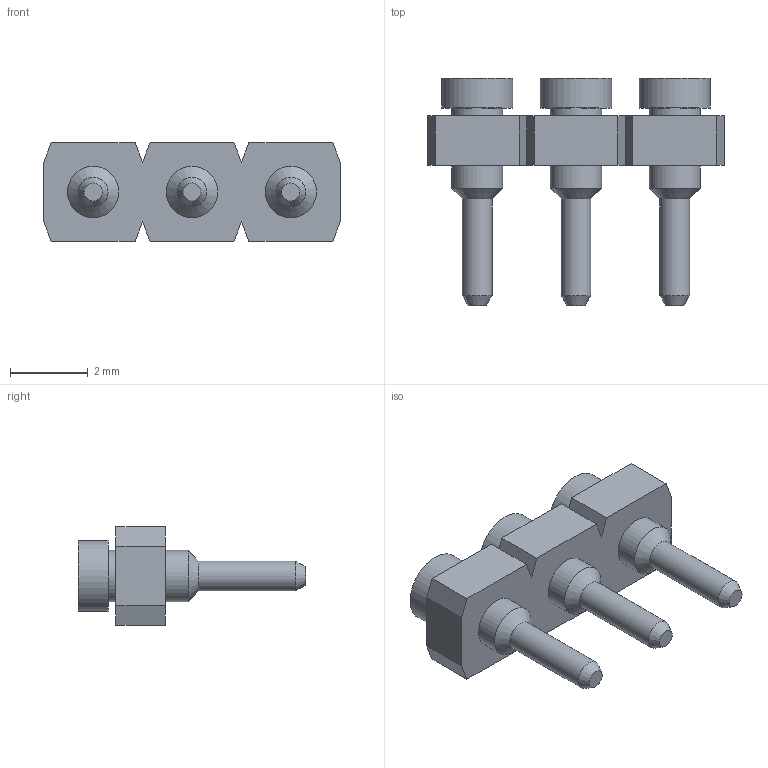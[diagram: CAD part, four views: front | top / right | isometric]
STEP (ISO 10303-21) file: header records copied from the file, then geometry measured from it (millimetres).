
FILE_DESCRIPTION( ( 'STEP AP214' ), '1' );
FILE_NAME( 'SL-103-G-10.stp', '2019-02-19T11:01:16', ( '' ), ( '' ), ' ', 'PARTsolutions', ' ' );
FILE_SCHEMA( ( 'AUTOMOTIVE_DESIGN { 1 0 10303 214 1 1 1 1 }' ) );
Length unit declared in the file: inch
Products named in the file (3): SL-103-G-10; _SL-103_socket; _SC-3P1_pins
Assembly tree (4 placements, depth 2):
  SL-103-G-10
    _SL-103_socket
    _SC-3P1_pins  x3
Bounding box: 7.62 x 5.84 x 2.54 mm (x, y, z)
Volume: 31.2 mm3; surface area: 180.9 mm2
Topology: 4 solids, 4 shells, 76 faces, 159 edges, 100 vertices
Faces by surface type: plane 37, cylinder 21, cone 18
Full cylindrical faces by diameter (mm): 0.533 x3, 0.762 x3, 0.864 x3, 1.321 x9, 1.829 x3
Entity records: 1526 total; most frequent: DIRECTION 198, CARTESIAN_POINT 192, ORIENTED_EDGE 164, EDGE_CURVE 82, AXIS2_PLACEMENT_3D 69, EDGE_LOOP 66, VERTEX_POINT 63, LINE 60
